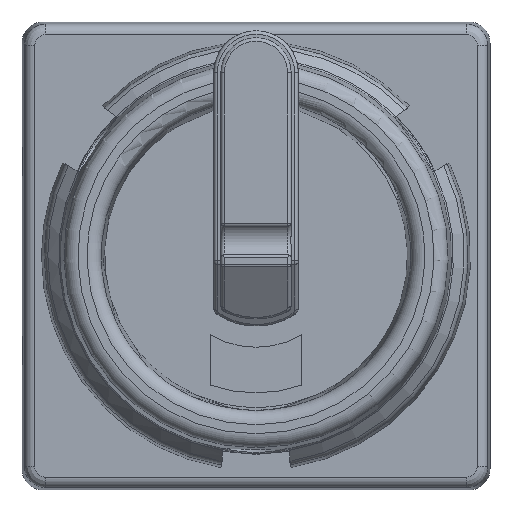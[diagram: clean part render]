
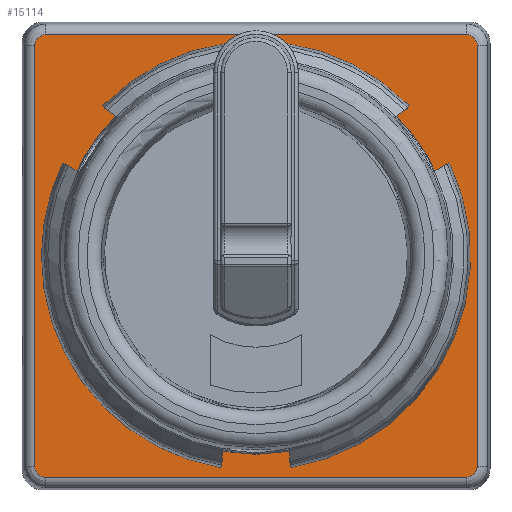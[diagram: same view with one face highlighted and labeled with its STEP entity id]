
A CAD part, top view. The second image highlights one B-rep face of the part: STEP entity #15114.
In plain terms, the highlighted planar face has unit normal (0, 0, 1).
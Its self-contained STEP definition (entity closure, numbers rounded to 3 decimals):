
#1430=CARTESIAN_POINT('',(18.828,-39.767,3.296));
#1431=CARTESIAN_POINT('',(18.88,-39.767,3.296));
#1432=CARTESIAN_POINT('',(18.984,-39.762,3.296));
#1433=CARTESIAN_POINT('',(19.14,-39.737,3.296));
#1434=CARTESIAN_POINT('',(19.291,-39.697,3.296));
#1435=CARTESIAN_POINT('',(19.438,-39.641,3.296));
#1436=CARTESIAN_POINT('',(19.578,-39.569,3.296));
#1437=CARTESIAN_POINT('',(19.71,-39.484,3.296));
#1438=CARTESIAN_POINT('',(19.832,-39.385,3.296));
#1439=CARTESIAN_POINT('',(19.943,-39.274,3.296));
#1440=CARTESIAN_POINT('',(20.042,-39.152,3.296));
#1441=CARTESIAN_POINT('',(20.127,-39.02,3.296));
#1442=CARTESIAN_POINT('',(20.199,-38.88,3.296));
#1443=CARTESIAN_POINT('',(20.255,-38.733,3.296));
#1444=CARTESIAN_POINT('',(20.296,-38.581,3.296));
#1445=CARTESIAN_POINT('',(20.32,-38.426,3.296));
#1446=CARTESIAN_POINT('',(20.326,-38.322,3.296));
#1447=CARTESIAN_POINT('',(20.326,-38.27,3.296));
#1449=CARTESIAN_POINT('',(-42.621,-38.27,
3.296));
#1450=CARTESIAN_POINT('',(-42.621,-38.322,
3.296));
#1451=CARTESIAN_POINT('',(-42.616,-38.426,
3.296));
#1452=CARTESIAN_POINT('',(-42.591,-38.581,
3.296));
#1453=CARTESIAN_POINT('',(-42.551,-38.733,
3.296));
#1454=CARTESIAN_POINT('',(-42.495,-38.88,
3.296));
#1455=CARTESIAN_POINT('',(-42.423,-39.02,
3.296));
#1456=CARTESIAN_POINT('',(-42.338,-39.152,
3.296));
#1457=CARTESIAN_POINT('',(-42.239,-39.274,
3.296));
#1458=CARTESIAN_POINT('',(-42.128,-39.385,
3.296));
#1459=CARTESIAN_POINT('',(-42.006,-39.484,
3.296));
#1460=CARTESIAN_POINT('',(-41.874,-39.569,
3.296));
#1461=CARTESIAN_POINT('',(-41.734,-39.641,
3.296));
#1462=CARTESIAN_POINT('',(-41.587,-39.697,
3.296));
#1463=CARTESIAN_POINT('',(-41.435,-39.737,
3.296));
#1464=CARTESIAN_POINT('',(-41.28,-39.762,
3.296));
#1465=CARTESIAN_POINT('',(-41.176,-39.767,
3.296));
#1466=CARTESIAN_POINT('',(-41.123,-39.767,
3.296));
#1468=CARTESIAN_POINT('',(-41.123,23.179,3.296));
#1469=CARTESIAN_POINT('',(-41.176,23.179,3.296));
#1470=CARTESIAN_POINT('',(-41.28,23.174,3.296));
#1471=CARTESIAN_POINT('',(-41.435,23.149,3.296));
#1472=CARTESIAN_POINT('',(-41.587,23.109,3.296));
#1473=CARTESIAN_POINT('',(-41.734,23.053,3.296));
#1474=CARTESIAN_POINT('',(-41.874,22.981,3.296));
#1475=CARTESIAN_POINT('',(-42.006,22.896,3.296));
#1476=CARTESIAN_POINT('',(-42.128,22.797,3.296));
#1477=CARTESIAN_POINT('',(-42.239,22.686,3.296));
#1478=CARTESIAN_POINT('',(-42.338,22.564,3.296));
#1479=CARTESIAN_POINT('',(-42.423,22.432,3.296));
#1480=CARTESIAN_POINT('',(-42.495,22.292,3.296));
#1481=CARTESIAN_POINT('',(-42.551,22.145,3.296));
#1482=CARTESIAN_POINT('',(-42.591,21.993,3.296));
#1483=CARTESIAN_POINT('',(-42.616,21.838,3.296));
#1484=CARTESIAN_POINT('',(-42.621,21.734,3.296));
#1485=CARTESIAN_POINT('',(-42.621,21.681,3.296));
#1487=CARTESIAN_POINT('',(20.326,21.681,3.296));
#1488=CARTESIAN_POINT('',(20.326,21.734,3.296));
#1489=CARTESIAN_POINT('',(20.32,21.838,3.296));
#1490=CARTESIAN_POINT('',(20.296,21.993,3.296));
#1491=CARTESIAN_POINT('',(20.255,22.145,3.296));
#1492=CARTESIAN_POINT('',(20.199,22.292,3.296));
#1493=CARTESIAN_POINT('',(20.128,22.432,3.296));
#1494=CARTESIAN_POINT('',(20.042,22.564,3.296));
#1495=CARTESIAN_POINT('',(19.943,22.686,3.296));
#1496=CARTESIAN_POINT('',(19.832,22.797,3.296));
#1497=CARTESIAN_POINT('',(19.71,22.896,3.296));
#1498=CARTESIAN_POINT('',(19.578,22.981,3.296));
#1499=CARTESIAN_POINT('',(19.438,23.053,3.296));
#1500=CARTESIAN_POINT('',(19.291,23.109,3.296));
#1501=CARTESIAN_POINT('',(19.14,23.149,3.296));
#1502=CARTESIAN_POINT('',(18.984,23.174,3.296));
#1503=CARTESIAN_POINT('',(18.88,23.179,3.296));
#1504=CARTESIAN_POINT('',(18.828,23.179,3.296));
#1506=CARTESIAN_POINT('',(-11.148,-8.294,
3.296));
#1507=DIRECTION('',(0.,0.,-1.));
#1508=DIRECTION('',(1.,0.,0.));
#1509=AXIS2_PLACEMENT_3D('',#1506,#1507,#1508);
#1511=CARTESIAN_POINT('',(-11.148,-8.294,
3.296));
#1512=DIRECTION('',(0.,0.,-1.));
#1513=DIRECTION('',(-1.,0.,0.));
#1514=AXIS2_PLACEMENT_3D('',#1511,#1512,#1513);
#1516=DIRECTION('',(0.,-1.,0.));
#1517=VECTOR('',#1516,59.951);
#1518=CARTESIAN_POINT('',(20.326,21.681,3.296));
#1519=LINE('',#1518,#1517);
#1798=DIRECTION('',(1.,0.,0.));
#1799=VECTOR('',#1798,59.951);
#1800=CARTESIAN_POINT('',(-41.123,23.179,3.296));
#1801=LINE('',#1800,#1799);
#1816=DIRECTION('',(0.,1.,0.));
#1817=VECTOR('',#1816,59.951);
#1818=CARTESIAN_POINT('',(-42.621,-38.27,
3.296));
#1819=LINE('',#1818,#1817);
#1838=DIRECTION('',(-1.,0.,0.));
#1839=VECTOR('',#1838,59.951);
#1840=CARTESIAN_POINT('',(18.828,-39.767,3.296));
#1841=LINE('',#1840,#1839);
#10544=CARTESIAN_POINT('',(20.326,21.681,3.296));
#10546=VERTEX_POINT('',#10544);
#10552=CARTESIAN_POINT('',(-42.621,21.681,
3.296));
#10553=VERTEX_POINT('',#10552);
#10554=CARTESIAN_POINT('',(18.828,-39.767,
3.296));
#10556=VERTEX_POINT('',#10554);
#10558=CARTESIAN_POINT('',(-41.123,-39.767,
3.296));
#10559=VERTEX_POINT('',#10558);
#10560=VERTEX_POINT('',#1447);
#10561=CARTESIAN_POINT('',(-41.123,23.179,
3.296));
#10563=VERTEX_POINT('',#10561);
#10570=CARTESIAN_POINT('',(-42.621,-38.27,
3.296));
#10571=VERTEX_POINT('',#10570);
#10576=CARTESIAN_POINT('',(18.828,23.179,3.296));
#10577=VERTEX_POINT('',#10576);
#10626=CARTESIAN_POINT('',(17.085,-8.294,
3.296));
#10627=CARTESIAN_POINT('',(-39.38,-8.294,
3.296));
#10628=VERTEX_POINT('',#10626);
#10629=VERTEX_POINT('',#10627);
#15087=CARTESIAN_POINT('',(-11.148,-8.294,
3.296));
#15088=DIRECTION('',(0.,0.,-1.));
#15089=DIRECTION('',(-1.,0.,0.));
#15090=AXIS2_PLACEMENT_3D('',#15087,#15088,#15089);
#15091=PLANE('',#15090);
#15093=ORIENTED_EDGE('',*,*,#15092,.T.);
#15095=ORIENTED_EDGE('',*,*,#15094,.F.);
#15097=ORIENTED_EDGE('',*,*,#15096,.T.);
#15099=ORIENTED_EDGE('',*,*,#15098,.F.);
#15101=ORIENTED_EDGE('',*,*,#15100,.T.);
#15103=ORIENTED_EDGE('',*,*,#15102,.F.);
#15105=ORIENTED_EDGE('',*,*,#15104,.T.);
#15107=ORIENTED_EDGE('',*,*,#15106,.F.);
#15108=EDGE_LOOP('',(#15093,#15095,#15097,#15099,#15101,#15103,#15105,#15107));
#15109=FACE_OUTER_BOUND('',#15108,.F.);
#15110=ORIENTED_EDGE('',*,*,#15065,.F.);
#15111=ORIENTED_EDGE('',*,*,#14322,.F.);
#15112=EDGE_LOOP('',(#15110,#15111));
#15113=FACE_BOUND('',#15112,.F.);
#1448=B_SPLINE_CURVE_WITH_KNOTS('',3,(#1430,#1431,#1432,#1433,#1434,#1435,#1436,
#1437,#1438,#1439,#1440,#1441,#1442,#1443,#1444,#1445,#1446,#1447),
.UNSPECIFIED.,.F.,.F.,(4,1,1,1,1,1,1,1,1,1,1,1,1,1,1,4),(0.,0.067,
0.133,0.2,0.267,0.333,0.4,
0.467,0.533,0.6,0.667,0.733,
0.8,0.867,0.933,1.),.UNSPECIFIED.);
#1467=B_SPLINE_CURVE_WITH_KNOTS('',3,(#1449,#1450,#1451,#1452,#1453,#1454,#1455,
#1456,#1457,#1458,#1459,#1460,#1461,#1462,#1463,#1464,#1465,#1466),
.UNSPECIFIED.,.F.,.F.,(4,1,1,1,1,1,1,1,1,1,1,1,1,1,1,4),(0.,0.067,
0.133,0.2,0.267,0.333,0.4,
0.467,0.533,0.6,0.667,0.733,
0.8,0.867,0.933,1.),.UNSPECIFIED.);
#1486=B_SPLINE_CURVE_WITH_KNOTS('',3,(#1468,#1469,#1470,#1471,#1472,#1473,#1474,
#1475,#1476,#1477,#1478,#1479,#1480,#1481,#1482,#1483,#1484,#1485),
.UNSPECIFIED.,.F.,.F.,(4,1,1,1,1,1,1,1,1,1,1,1,1,1,1,4),(0.,0.067,
0.133,0.2,0.267,0.333,0.4,
0.467,0.533,0.6,0.667,0.733,
0.8,0.867,0.933,1.),.UNSPECIFIED.);
#1505=B_SPLINE_CURVE_WITH_KNOTS('',3,(#1487,#1488,#1489,#1490,#1491,#1492,#1493,
#1494,#1495,#1496,#1497,#1498,#1499,#1500,#1501,#1502,#1503,#1504),
.UNSPECIFIED.,.F.,.F.,(4,1,1,1,1,1,1,1,1,1,1,1,1,1,1,4),(0.,0.067,
0.133,0.2,0.267,0.333,0.4,
0.467,0.533,0.6,0.667,0.733,
0.8,0.867,0.933,1.),.UNSPECIFIED.);
#1510=CIRCLE('',#1509,28.232);
#1515=CIRCLE('',#1514,28.232);
#14322=EDGE_CURVE('',#10629,#10628,#1515,.T.);
#15065=EDGE_CURVE('',#10628,#10629,#1510,.T.);
#15092=EDGE_CURVE('',#10546,#10560,#1519,.T.);
#15094=EDGE_CURVE('',#10556,#10560,#1448,.T.);
#15096=EDGE_CURVE('',#10556,#10559,#1841,.T.);
#15098=EDGE_CURVE('',#10571,#10559,#1467,.T.);
#15100=EDGE_CURVE('',#10571,#10553,#1819,.T.);
#15102=EDGE_CURVE('',#10563,#10553,#1486,.T.);
#15104=EDGE_CURVE('',#10563,#10577,#1801,.T.);
#15106=EDGE_CURVE('',#10546,#10577,#1505,.T.);
#15114=ADVANCED_FACE('',(#15109,#15113),#15091,.F.);
